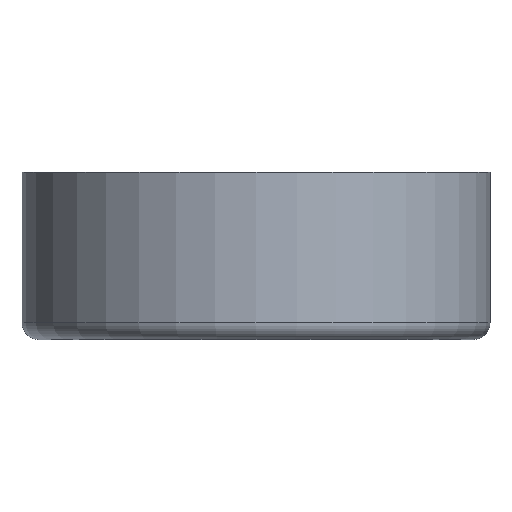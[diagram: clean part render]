
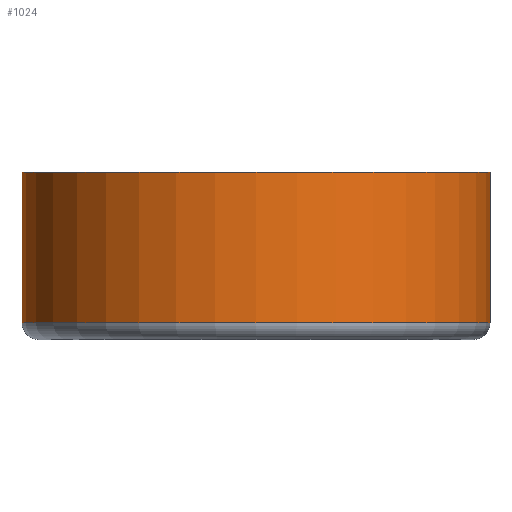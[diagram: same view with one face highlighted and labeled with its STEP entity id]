
A CAD part, front view. The second image highlights one B-rep face of the part: STEP entity #1024.
In plain terms, the highlighted cylindrical face has radius 70 mm (diameter 140 mm), a full revolution.
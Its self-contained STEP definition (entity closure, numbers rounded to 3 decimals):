
#67=FACE_OUTER_BOUND('',#127,.T.);
#127=EDGE_LOOP('',(#802,#803,#804,#805));
#170=CIRCLE('',#1087,70.);
#181=CIRCLE('',#1106,70.);
#282=LINE('',#4627,#337);
#337=VECTOR('',#1334,70.);
#410=VERTEX_POINT('',#4238);
#418=VERTEX_POINT('',#4556);
#529=EDGE_CURVE('',#410,#410,#170,.T.);
#545=EDGE_CURVE('',#418,#418,#181,.T.);
#580=EDGE_CURVE('',#410,#418,#282,.T.);
#802=ORIENTED_EDGE('',*,*,#529,.F.);
#803=ORIENTED_EDGE('',*,*,#580,.T.);
#804=ORIENTED_EDGE('',*,*,#545,.F.);
#805=ORIENTED_EDGE('',*,*,#580,.F.);
#975=CYLINDRICAL_SURFACE('',#1134,70.);
#1024=ADVANCED_FACE('',(#67),#975,.T.);
#1087=AXIS2_PLACEMENT_3D('',#4239,#1228,#1229);
#1106=AXIS2_PLACEMENT_3D('',#4557,#1268,#1269);
#1134=AXIS2_PLACEMENT_3D('',#4626,#1332,#1333);
#1228=DIRECTION('center_axis',(0.,0.,1.));
#1229=DIRECTION('ref_axis',(1.,0.,0.));
#1268=DIRECTION('center_axis',(0.,0.,-1.));
#1269=DIRECTION('ref_axis',(1.,0.,0.));
#1332=DIRECTION('center_axis',(0.,0.,1.));
#1333=DIRECTION('ref_axis',(1.,0.,0.));
#1334=DIRECTION('',(0.,0.,-1.));
#4238=CARTESIAN_POINT('',(-70.,0.,50.));
#4239=CARTESIAN_POINT('Origin',(0.,0.,50.));
#4556=CARTESIAN_POINT('',(-70.,0.,5.));
#4557=CARTESIAN_POINT('Origin',(0.,0.,5.));
#4626=CARTESIAN_POINT('Origin',(0.,0.,0.));
#4627=CARTESIAN_POINT('',(-70.,0.,0.));
